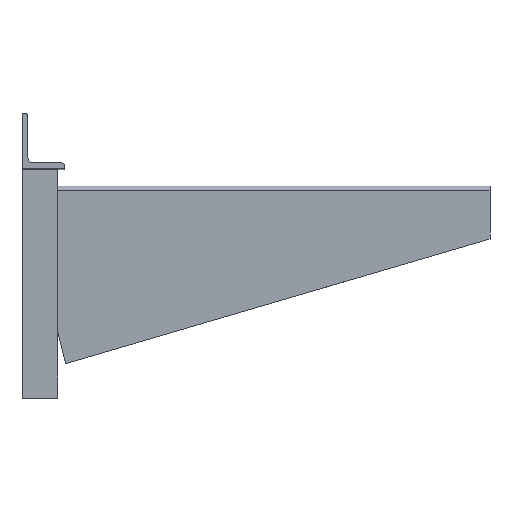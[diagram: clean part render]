
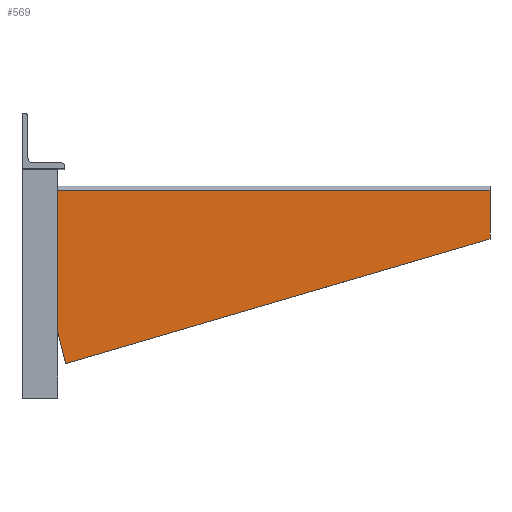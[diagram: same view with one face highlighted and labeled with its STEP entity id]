
A CAD part, top view. The second image highlights one B-rep face of the part: STEP entity #569.
In plain terms, the highlighted planar face has unit normal (0, 0, 1).
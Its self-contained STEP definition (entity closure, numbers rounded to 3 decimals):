
#30 = DIRECTION ( 'NONE',  ( 0., 1., 0. ) ) ;
#112 = EDGE_CURVE ( 'NONE', #328, #1198, #363, .T. ) ;
#328 = VERTEX_POINT ( 'NONE', #1488 ) ;
#333 = DIRECTION ( 'NONE',  ( -1., 0., 0. ) ) ;
#344 = LINE ( 'NONE', #595, #1717 ) ;
#363 = LINE ( 'NONE', #1501, #941 ) ;
#521 = VERTEX_POINT ( 'NONE', #2061 ) ;
#545 = DIRECTION ( 'NONE',  ( 0., 0., -1. ) ) ;
#569 = ADVANCED_FACE ( 'NONE', ( #1398 ), #2345, .F. ) ;
#594 = VECTOR ( 'NONE', #30, 1000. ) ;
#595 = CARTESIAN_POINT ( 'NONE',  ( 510., -40.99, 0. ) ) ;
#691 = VECTOR ( 'NONE', #1684, 1000. ) ;
#821 = CARTESIAN_POINT ( 'NONE',  ( 0., -149.99, 0. ) ) ;
#883 = ORIENTED_EDGE ( 'NONE', *, *, #2553, .T. ) ;
#941 = VECTOR ( 'NONE', #1901, 1000. ) ;
#996 = CARTESIAN_POINT ( 'NONE',  ( 0., 0., 0. ) ) ;
#1198 = VERTEX_POINT ( 'NONE', #1835 ) ;
#1249 = EDGE_LOOP ( 'NONE', ( #1681, #883, #2742, #2527, #1934 ) ) ;
#1398 = FACE_OUTER_BOUND ( 'NONE', #1249, .T. ) ;
#1487 = DIRECTION ( 'NONE',  ( 0.959, 0.282, 0. ) ) ;
#1488 = CARTESIAN_POINT ( 'NONE',  ( 0., 16.45, 0. ) ) ;
#1501 = CARTESIAN_POINT ( 'NONE',  ( 0., 16.45, 0. ) ) ;
#1513 = AXIS2_PLACEMENT_3D ( 'NONE', #996, #545, #333 ) ;
#1597 = EDGE_CURVE ( 'NONE', #2724, #1198, #2797, .T. ) ;
#1649 = CARTESIAN_POINT ( 'NONE',  ( 0., -149.99, 0. ) ) ;
#1681 = ORIENTED_EDGE ( 'NONE', *, *, #112, .F. ) ;
#1684 = DIRECTION ( 'NONE',  ( 0.242, -0.97, 0. ) ) ;
#1717 = VECTOR ( 'NONE', #1487, 1000. ) ;
#1835 = CARTESIAN_POINT ( 'NONE',  ( 510., 16.45, 0. ) ) ;
#1901 = DIRECTION ( 'NONE',  ( 1., 0., 0. ) ) ;
#1911 = LINE ( 'NONE', #2812, #691 ) ;
#1928 = CARTESIAN_POINT ( 'NONE',  ( 510., -40.99, 0. ) ) ;
#1934 = ORIENTED_EDGE ( 'NONE', *, *, #1597, .T. ) ;
#2001 = EDGE_CURVE ( 'NONE', #521, #2724, #344, .T. ) ;
#2061 = CARTESIAN_POINT ( 'NONE',  ( 9.478, -188.006, 0. ) ) ;
#2133 = CARTESIAN_POINT ( 'NONE',  ( 510., 49.01, 0. ) ) ;
#2215 = VERTEX_POINT ( 'NONE', #821 ) ;
#2318 = LINE ( 'NONE', #1649, #2334 ) ;
#2323 = EDGE_CURVE ( 'NONE', #2215, #521, #1911, .T. ) ;
#2334 = VECTOR ( 'NONE', #2819, 1000. ) ;
#2345 = PLANE ( 'NONE',  #1513 ) ;
#2527 = ORIENTED_EDGE ( 'NONE', *, *, #2001, .T. ) ;
#2553 = EDGE_CURVE ( 'NONE', #328, #2215, #2318, .T. ) ;
#2724 = VERTEX_POINT ( 'NONE', #1928 ) ;
#2742 = ORIENTED_EDGE ( 'NONE', *, *, #2323, .T. ) ;
#2797 = LINE ( 'NONE', #2133, #594 ) ;
#2812 = CARTESIAN_POINT ( 'NONE',  ( 9.478, -188.006, 0. ) ) ;
#2819 = DIRECTION ( 'NONE',  ( 0., -1., 0. ) ) ;
